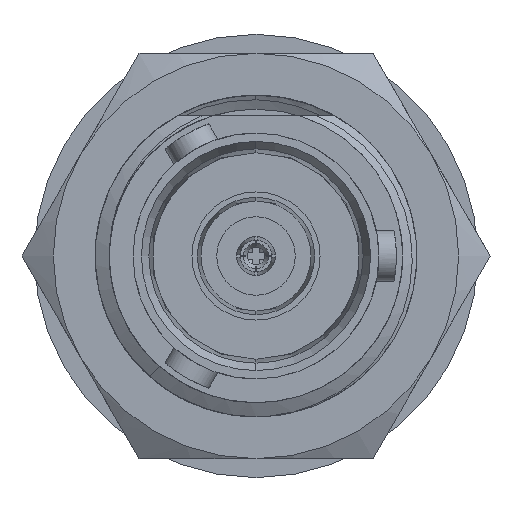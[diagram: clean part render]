
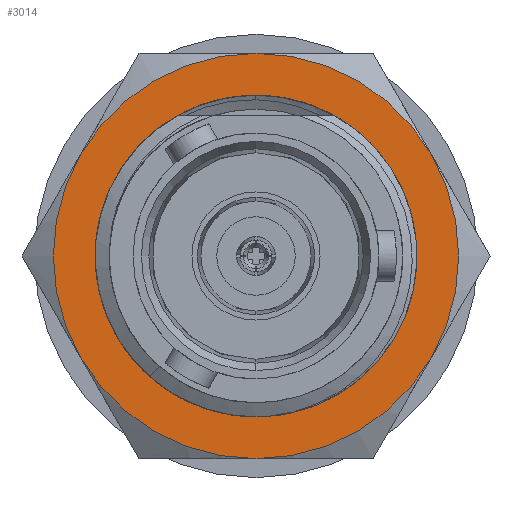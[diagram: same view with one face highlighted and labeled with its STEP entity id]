
A CAD part, left-side view. The second image highlights one B-rep face of the part: STEP entity #3014.
In plain terms, the highlighted face is planar.
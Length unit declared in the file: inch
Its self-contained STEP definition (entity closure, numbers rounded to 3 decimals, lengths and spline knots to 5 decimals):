
#107 = AXIS2_PLACEMENT_3D ( 'NONE', #31518, #5764, #3036 ) ;
#185 = VERTEX_POINT ( 'NONE', #13544 ) ;
#321 = CARTESIAN_POINT ( 'NONE',  ( 0.04921, 0.27276, 0.15748 ) ) ;
#475 = CARTESIAN_POINT ( 'NONE',  ( 0.04921, -0.24954, 0.01508 ) ) ;
#696 = CIRCLE ( 'NONE', #25767, 0.31496 ) ;
#705 = CARTESIAN_POINT ( 'NONE',  ( 0.04921, -0.24284, -0.06017 ) ) ;
#2512 = ORIENTED_EDGE ( 'NONE', *, *, #2618, .T. ) ;
#2618 = EDGE_CURVE ( 'NONE', #7452, #185, #19160, .T. ) ;
#3014 = ADVANCED_FACE ( 'NONE', ( #5586, #8490 ), #13764, .T. ) ;
#3036 = DIRECTION ( 'NONE',  ( 0., 0., -1. ) ) ;
#3179 = VERTEX_POINT ( 'NONE', #24519 ) ;
#3772 = CARTESIAN_POINT ( 'NONE',  ( 0.04921, -0.22343, -0.11374 ) ) ;
#3951 = EDGE_LOOP ( 'NONE', ( #27231, #15022, #2512, #26321 ) ) ;
#4280 = EDGE_CURVE ( 'NONE', #13639, #3179, #696, .T. ) ;
#4689 = CIRCLE ( 'NONE', #31932, 0.25 ) ;
#4950 = EDGE_LOOP ( 'NONE', ( #32793, #24579, #22329, #21403, #12301, #24305 ) ) ;
#5586 = FACE_BOUND ( 'NONE', #3951, .T. ) ;
#5710 = CIRCLE ( 'NONE', #24801, 0.31496 ) ;
#5764 = DIRECTION ( 'NONE',  ( 1., 0., 0. ) ) ;
#6065 = DIRECTION ( 'NONE',  ( -1., 0., 0. ) ) ;
#6221 = CARTESIAN_POINT ( 'NONE',  ( 0.04921, 0., 0. ) ) ;
#6354 = DIRECTION ( 'NONE',  ( -1., 0., 0. ) ) ;
#7452 = VERTEX_POINT ( 'NONE', #30453 ) ;
#7549 = CIRCLE ( 'NONE', #28827, 0.31496 ) ;
#8039 = AXIS2_PLACEMENT_3D ( 'NONE', #30460, #27901, #20066 ) ;
#8490 = FACE_OUTER_BOUND ( 'NONE', #4950, .T. ) ;
#8519 = DIRECTION ( 'NONE',  ( -1., 0., 0. ) ) ;
#9469 = CIRCLE ( 'NONE', #31256, 0.31496 ) ;
#9813 = EDGE_CURVE ( 'NONE', #3179, #22153, #5710, .T. ) ;
#10974 = CARTESIAN_POINT ( 'NONE',  ( 0.04921, -0.16474, -0.18805 ) ) ;
#11178 = EDGE_CURVE ( 'NONE', #16199, #28403, #30427, .T. ) ;
#11503 = DIRECTION ( 'NONE',  ( 0., 0., 1. ) ) ;
#12301 = ORIENTED_EDGE ( 'NONE', *, *, #9813, .F. ) ;
#13544 = CARTESIAN_POINT ( 'NONE',  ( 0.04921, 0., -0.25 ) ) ;
#13639 = VERTEX_POINT ( 'NONE', #17632 ) ;
#13764 = PLANE ( 'NONE',  #107 ) ;
#14007 = CARTESIAN_POINT ( 'NONE',  ( 0.04921, -0.17913, -0.17544 ) ) ;
#14609 = DIRECTION ( 'NONE',  ( -1., 0., 0. ) ) ;
#15022 = ORIENTED_EDGE ( 'NONE', *, *, #19424, .T. ) ;
#15987 = EDGE_CURVE ( 'NONE', #185, #16199, #4689, .T. ) ;
#16199 = VERTEX_POINT ( 'NONE', #10974 ) ;
#16390 = DIRECTION ( 'NONE',  ( -1., 0., 0. ) ) ;
#16396 = CARTESIAN_POINT ( 'NONE',  ( 0.04921, -0.24954, 0.01508 ) ) ;
#16733 = CARTESIAN_POINT ( 'NONE',  ( 0.04921, -0.23757, -0.07843 ) ) ;
#17334 = CARTESIAN_POINT ( 'NONE',  ( 0.04921, 0., 0. ) ) ;
#17632 = CARTESIAN_POINT ( 'NONE',  ( 0.04921, -0.27276, -0.15748 ) ) ;
#17720 = EDGE_CURVE ( 'NONE', #24301, #13639, #25464, .T. ) ;
#17812 = AXIS2_PLACEMENT_3D ( 'NONE', #29367, #16390, #26812 ) ;
#18268 = VERTEX_POINT ( 'NONE', #321 ) ;
#19160 = CIRCLE ( 'NONE', #32805, 0.25 ) ;
#19424 = EDGE_CURVE ( 'NONE', #28403, #7452, #33621, .T. ) ;
#19824 = AXIS2_PLACEMENT_3D ( 'NONE', #25521, #33338, #30968 ) ;
#20066 = DIRECTION ( 'NONE',  ( 0., 0., 1. ) ) ;
#21276 = CARTESIAN_POINT ( 'NONE',  ( 0.04921, 0., -0.31496 ) ) ;
#21403 = ORIENTED_EDGE ( 'NONE', *, *, #30131, .F. ) ;
#21497 = CARTESIAN_POINT ( 'NONE',  ( 0.04921, 0., 0. ) ) ;
#21534 = CARTESIAN_POINT ( 'NONE',  ( 0.04921, -0.24965, -0.02306 ) ) ;
#22153 = VERTEX_POINT ( 'NONE', #30166 ) ;
#22329 = ORIENTED_EDGE ( 'NONE', *, *, #31081, .F. ) ;
#22421 = EDGE_CURVE ( 'NONE', #28025, #24301, #7549, .T. ) ;
#23944 = CARTESIAN_POINT ( 'NONE',  ( 0.04921, 0., 0. ) ) ;
#24082 = CARTESIAN_POINT ( 'NONE',  ( 0.04921, -0.19204, -0.16119 ) ) ;
#24301 = VERTEX_POINT ( 'NONE', #21276 ) ;
#24305 = ORIENTED_EDGE ( 'NONE', *, *, #4280, .F. ) ;
#24519 = CARTESIAN_POINT ( 'NONE',  ( 0.04921, -0.27276, 0.15748 ) ) ;
#24579 = ORIENTED_EDGE ( 'NONE', *, *, #22421, .F. ) ;
#24587 = CARTESIAN_POINT ( 'NONE',  ( 0.04921, -0.16474, -0.18805 ) ) ;
#24612 = DIRECTION ( 'NONE',  ( 0., 0., 1. ) ) ;
#24801 = AXIS2_PLACEMENT_3D ( 'NONE', #25845, #33666, #31118 ) ;
#24994 = DIRECTION ( 'NONE',  ( -1., 0., 0. ) ) ;
#25464 = CIRCLE ( 'NONE', #17812, 0.31496 ) ;
#25489 = CARTESIAN_POINT ( 'NONE',  ( 0.04921, 0.27276, -0.15748 ) ) ;
#25521 = CARTESIAN_POINT ( 'NONE',  ( 0.04921, 0., 0. ) ) ;
#25767 = AXIS2_PLACEMENT_3D ( 'NONE', #6221, #24994, #11503 ) ;
#25845 = CARTESIAN_POINT ( 'NONE',  ( 0.04921, 0., 0. ) ) ;
#26321 = ORIENTED_EDGE ( 'NONE', *, *, #15987, .T. ) ;
#26812 = DIRECTION ( 'NONE',  ( 0., 0., 1. ) ) ;
#27231 = ORIENTED_EDGE ( 'NONE', *, *, #11178, .T. ) ;
#27320 = CARTESIAN_POINT ( 'NONE',  ( 0.04921, -0.21425, -0.13023 ) ) ;
#27901 = DIRECTION ( 'NONE',  ( -1., 0., 0. ) ) ;
#28025 = VERTEX_POINT ( 'NONE', #25489 ) ;
#28403 = VERTEX_POINT ( 'NONE', #475 ) ;
#28827 = AXIS2_PLACEMENT_3D ( 'NONE', #21497, #8519, #29339 ) ;
#29276 = CARTESIAN_POINT ( 'NONE',  ( 0.04921, 0., 0. ) ) ;
#29339 = DIRECTION ( 'NONE',  ( 0., 0., 1. ) ) ;
#29367 = CARTESIAN_POINT ( 'NONE',  ( 0.04921, 0., 0. ) ) ;
#29373 = CARTESIAN_POINT ( 'NONE',  ( 0.04921, -0.23438, -0.08749 ) ) ;
#29878 = CARTESIAN_POINT ( 'NONE',  ( 0.04921, -0.2507, -0.00401 ) ) ;
#30131 = EDGE_CURVE ( 'NONE', #22153, #18268, #9469, .T. ) ;
#30140 = DIRECTION ( 'NONE',  ( 0., 0., 1. ) ) ;
#30166 = CARTESIAN_POINT ( 'NONE',  ( 0.04921, 0., 0.31496 ) ) ;
#30427 = B_SPLINE_CURVE_WITH_KNOTS ( 'NONE', 3,
 ( #24587, #14007, #24082, #27320, #3772, #29373, #16733, #705, #32086, #21534, #29878, #16396 ),
 .UNSPECIFIED., .F., .F.,
 ( 4, 2, 2, 2, 2, 4 ),
 ( 0., 0.00146, 0.00291, 0.00364, 0.00437, 0.00583 ),
 .UNSPECIFIED. ) ;
#30453 = CARTESIAN_POINT ( 'NONE',  ( 0.04921, 0., 0.25 ) ) ;
#30460 = CARTESIAN_POINT ( 'NONE',  ( 0.04921, 0., 0. ) ) ;
#30968 = DIRECTION ( 'NONE',  ( 0., 0., 1. ) ) ;
#31081 = EDGE_CURVE ( 'NONE', #18268, #28025, #32878, .T. ) ;
#31118 = DIRECTION ( 'NONE',  ( 0., 0., 1. ) ) ;
#31256 = AXIS2_PLACEMENT_3D ( 'NONE', #29276, #6065, #32323 ) ;
#31518 = CARTESIAN_POINT ( 'NONE',  ( 0.04921, 0., 0. ) ) ;
#31932 = AXIS2_PLACEMENT_3D ( 'NONE', #23944, #6354, #24612 ) ;
#32086 = CARTESIAN_POINT ( 'NONE',  ( 0.04921, -0.24493, -0.05095 ) ) ;
#32323 = DIRECTION ( 'NONE',  ( 0., 0., 1. ) ) ;
#32793 = ORIENTED_EDGE ( 'NONE', *, *, #17720, .F. ) ;
#32805 = AXIS2_PLACEMENT_3D ( 'NONE', #17334, #14609, #30140 ) ;
#32878 = CIRCLE ( 'NONE', #19824, 0.31496 ) ;
#33338 = DIRECTION ( 'NONE',  ( -1., 0., 0. ) ) ;
#33621 = CIRCLE ( 'NONE', #8039, 0.25 ) ;
#33666 = DIRECTION ( 'NONE',  ( -1., 0., 0. ) ) ;
